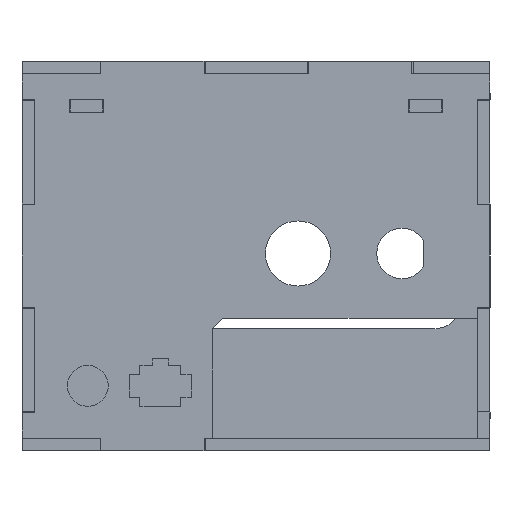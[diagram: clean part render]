
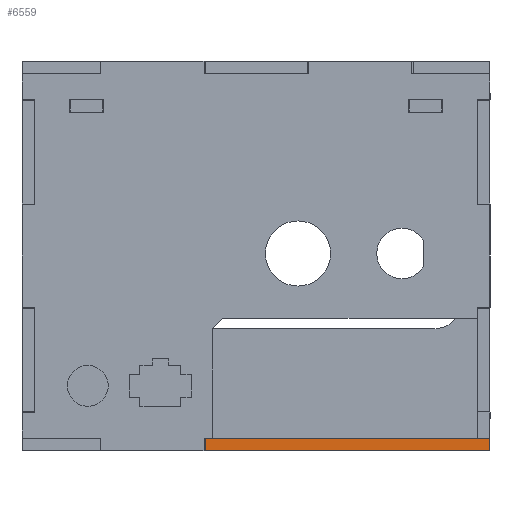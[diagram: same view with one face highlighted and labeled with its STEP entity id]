
A CAD part, left-side view. The second image highlights one B-rep face of the part: STEP entity #6559.
In plain terms, the highlighted planar face has unit normal (-1, 0, 0).
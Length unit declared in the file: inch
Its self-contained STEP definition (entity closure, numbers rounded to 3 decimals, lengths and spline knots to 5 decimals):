
#203 = VECTOR ( 'NONE', #8264, 39.37008 ) ;
#357 = LINE ( 'NONE', #3392, #6580 ) ;
#708 = DIRECTION ( 'NONE',  ( 1., 0., 0. ) ) ;
#1526 = PLANE ( 'NONE',  #2403 ) ;
#1642 = CARTESIAN_POINT ( 'NONE',  ( -3.625, 0.4875, 0. ) ) ;
#1648 = CARTESIAN_POINT ( 'NONE',  ( -3.625, -2.25, 0.118 ) ) ;
#2124 = CARTESIAN_POINT ( 'NONE',  ( -3.625, 0.4875, 0.118 ) ) ;
#2251 = VERTEX_POINT ( 'NONE', #1642 ) ;
#2350 = VECTOR ( 'NONE', #8414, 39.37008 ) ;
#2362 = ORIENTED_EDGE ( 'NONE', *, *, #5069, .F. ) ;
#2403 = AXIS2_PLACEMENT_3D ( 'NONE', #1648, #708, #3245 ) ;
#2653 = VERTEX_POINT ( 'NONE', #2124 ) ;
#2778 = LINE ( 'NONE', #3957, #5679 ) ;
#2923 = CARTESIAN_POINT ( 'NONE',  ( -3.625, -2.25, 0.118 ) ) ;
#3245 = DIRECTION ( 'NONE',  ( 0., 1., 0. ) ) ;
#3286 = FACE_OUTER_BOUND ( 'NONE', #4340, .T. ) ;
#3370 = LINE ( 'NONE', #7655, #2350 ) ;
#3392 = CARTESIAN_POINT ( 'NONE',  ( -3.625, -2.25, 0.118 ) ) ;
#3417 = VERTEX_POINT ( 'NONE', #9318 ) ;
#3767 = ORIENTED_EDGE ( 'NONE', *, *, #9335, .F. ) ;
#3957 = CARTESIAN_POINT ( 'NONE',  ( -3.625, -2.25, 0.118 ) ) ;
#4003 = EDGE_CURVE ( 'NONE', #2251, #3417, #3370, .T. ) ;
#4340 = EDGE_LOOP ( 'NONE', ( #8217, #2362, #6986, #3767 ) ) ;
#4632 = LINE ( 'NONE', #7518, #203 ) ;
#5069 = EDGE_CURVE ( 'NONE', #2251, #2653, #4632, .T. ) ;
#5679 = VECTOR ( 'NONE', #5705, 39.37008 ) ;
#5705 = DIRECTION ( 'NONE',  ( 0., 0., -1. ) ) ;
#6559 = ADVANCED_FACE ( 'NONE', ( #3286 ), #1526, .F. ) ;
#6580 = VECTOR ( 'NONE', #7420, 39.37008 ) ;
#6986 = ORIENTED_EDGE ( 'NONE', *, *, #4003, .T. ) ;
#7420 = DIRECTION ( 'NONE',  ( 0., -1., 0. ) ) ;
#7518 = CARTESIAN_POINT ( 'NONE',  ( -3.625, 0.4875, 0. ) ) ;
#7655 = CARTESIAN_POINT ( 'NONE',  ( -3.625, -2.25, 0. ) ) ;
#8217 = ORIENTED_EDGE ( 'NONE', *, *, #9058, .F. ) ;
#8264 = DIRECTION ( 'NONE',  ( 0., 0., 1. ) ) ;
#8414 = DIRECTION ( 'NONE',  ( 0., -1., 0. ) ) ;
#9058 = EDGE_CURVE ( 'NONE', #2653, #9442, #357, .T. ) ;
#9318 = CARTESIAN_POINT ( 'NONE',  ( -3.625, -2.25, 0. ) ) ;
#9335 = EDGE_CURVE ( 'NONE', #9442, #3417, #2778, .T. ) ;
#9442 = VERTEX_POINT ( 'NONE', #2923 ) ;
